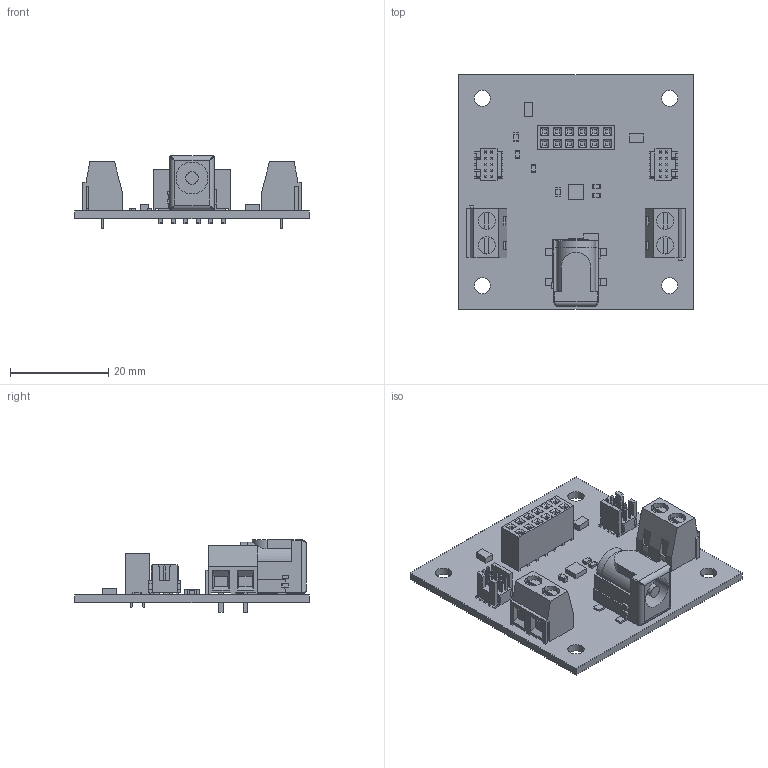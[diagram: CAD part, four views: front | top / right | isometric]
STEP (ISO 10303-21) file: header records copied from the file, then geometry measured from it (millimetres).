
FILE_DESCRIPTION(('Open CASCADE Model'),'2;1');
FILE_NAME('Open CASCADE Shape Model','2020-04-30T12:54:51',('Author'),( 'Open CASCADE'),'Open CASCADE STEP processor 6.8','Open CASCADE 6.8' ,'Unknown');
FILE_SCHEMA(('AUTOMOTIVE_DESIGN { 1 0 10303 214 1 1 1 1 }'));
Length unit declared in the file: millimetre
Products named in the file (1): PCB
Bounding box: 47.75 x 47.75 x 14.7 mm (x, y, z)
Volume: 6716.1 mm3; surface area: 9284.2 mm2
Topology: 34 solids, 396 shells, 1244 faces, 4098 edges, 3321 vertices
Faces by surface type: plane 1158, cylinder 78, bspline 4, extrusion 2, sphere 2
Full cylindrical faces by diameter (mm): 1.04 x12, 1.1 x4, 1.6 x1, 1.8 x1, 3.302 x4
Entity records: 47847 total; most frequent: CARTESIAN_POINT 9216, DIRECTION 6725, ORIENTED_EDGE 6292, EDGE_CURVE 4092, VECTOR 3909, LINE 3907, VERTEX_POINT 3321, AXIS2_PLACEMENT_3D 1408
